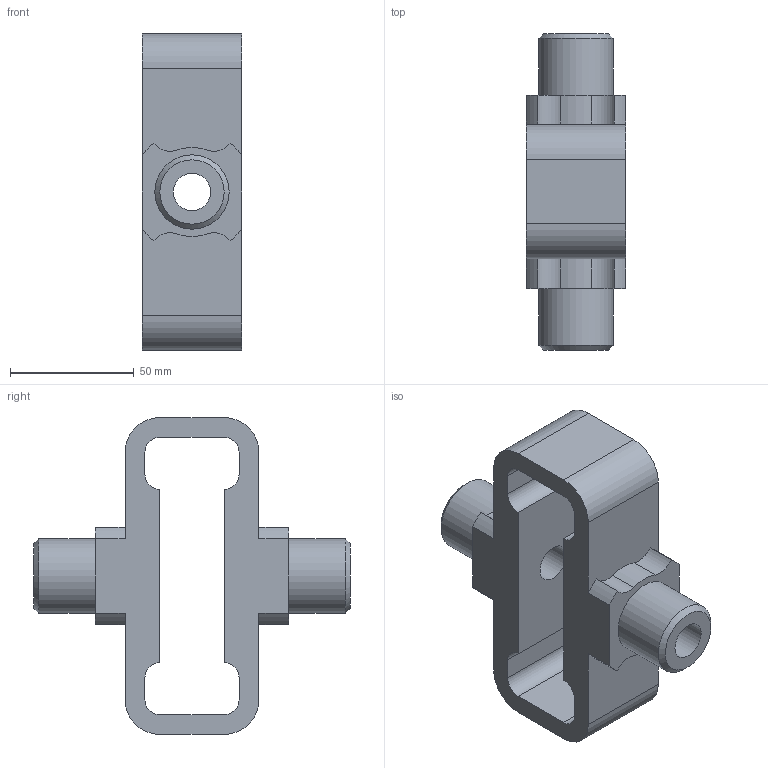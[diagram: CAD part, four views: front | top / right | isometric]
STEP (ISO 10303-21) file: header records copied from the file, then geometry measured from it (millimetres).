
FILE_DESCRIPTION(/* description */ (''),/* implementation_level */ '2;1');
FILE_NAME(/* name */ 'Part 036.stp',/* time_stamp */ '2015-02-21T11:29:08+02:00',/* author */ ('SFC'),/* organization */ (''),/* preprocessor_version */ 'ST-DEVELOPER v15.2',/* originating_system */ 'Autodesk Inventor 2014',/* authorisation */ '');
FILE_SCHEMA (('AUTOMOTIVE_DESIGN { 1 0 10303 214 3 1 1 }'));
Length unit declared in the file: millimetre
Products named in the file (1): Part 036
Bounding box: 40 x 128 x 128 mm (x, y, z)
Volume: 185967.6 mm3; surface area: 44766.5 mm2
Topology: 1 solids, 1 shells, 58 faces, 161 edges, 107 vertices
Faces by surface type: cylinder 36, plane 20, cone 2
Full cylindrical faces by diameter (mm): 15 x2, 30 x2
Entity records: 1919 total; most frequent: DIRECTION 346, CARTESIAN_POINT 319, ORIENTED_EDGE 308, EDGE_CURVE 154, AXIS2_PLACEMENT_3D 133, VERTEX_POINT 106, LINE 80, VECTOR 80
